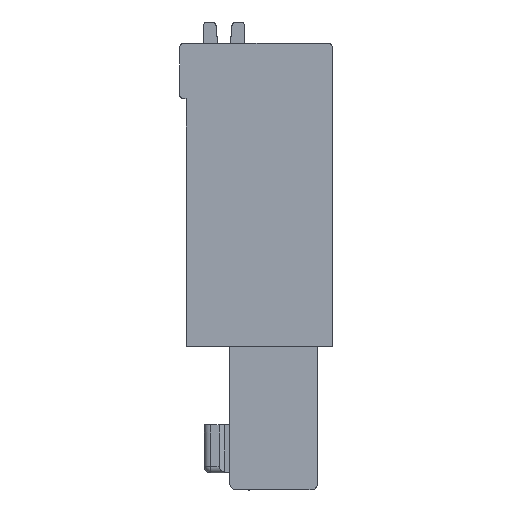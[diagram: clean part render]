
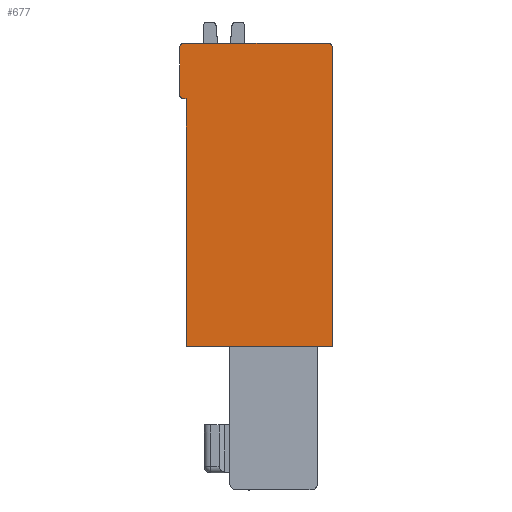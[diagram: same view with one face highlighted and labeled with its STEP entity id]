
A CAD part, left-side view. The second image highlights one B-rep face of the part: STEP entity #677.
In plain terms, the highlighted planar face has unit normal (-1, 0, 0).
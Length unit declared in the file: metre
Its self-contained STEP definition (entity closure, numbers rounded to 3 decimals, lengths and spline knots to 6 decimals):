
#677=ADVANCED_FACE('',(#1983),#1984,.F.);
#1983=FACE_OUTER_BOUND('',#4004,.T.);
#1984=PLANE('',#4005);
#4004=EDGE_LOOP('',(#6062,#6063,#6064,#6065,#6066,#6067,#6068,#6069,#6070));
#4005=AXIS2_PLACEMENT_3D('',#6071,#6072,#6073);
#6062=ORIENTED_EDGE('',*,*,#11778,.F.);
#6063=ORIENTED_EDGE('',*,*,#11779,.F.);
#6064=ORIENTED_EDGE('',*,*,#11780,.F.);
#6065=ORIENTED_EDGE('',*,*,#11781,.F.);
#6066=ORIENTED_EDGE('',*,*,#11782,.F.);
#6067=ORIENTED_EDGE('',*,*,#11783,.F.);
#6068=ORIENTED_EDGE('',*,*,#11784,.F.);
#6069=ORIENTED_EDGE('',*,*,#11785,.F.);
#6070=ORIENTED_EDGE('',*,*,#11786,.F.);
#6071=CARTESIAN_POINT('',(0.,-0.0001,-0.000201));
#6072=DIRECTION('',(1.0,0.,0.));
#6073=DIRECTION('',(0.,0.,1.0));
#11778=EDGE_CURVE('',#14007,#14008,#14009,.T.);
#11779=EDGE_CURVE('',#14010,#14007,#14011,.T.);
#11780=EDGE_CURVE('',#14012,#14010,#14013,.T.);
#11781=EDGE_CURVE('',#14014,#14012,#14015,.T.);
#11782=EDGE_CURVE('',#14016,#14014,#14017,.T.);
#11783=EDGE_CURVE('',#14018,#14016,#14019,.T.);
#11784=EDGE_CURVE('',#14020,#14018,#14021,.T.);
#11785=EDGE_CURVE('',#14022,#14020,#14023,.T.);
#11786=EDGE_CURVE('',#14008,#14022,#14024,.T.);
#14007=VERTEX_POINT('',#17270);
#14008=VERTEX_POINT('',#17271);
#14009=CIRCLE('',#17272,0.0002);
#14010=VERTEX_POINT('',#17273);
#14011=LINE('',#17274,#17275);
#14012=VERTEX_POINT('',#17276);
#14013=CIRCLE('',#17277,0.0002);
#14014=VERTEX_POINT('',#17278);
#14015=LINE('',#17279,#17280);
#14016=VERTEX_POINT('',#17281);
#14017=CIRCLE('',#17282,0.0002);
#14018=VERTEX_POINT('',#17283);
#14019=LINE('',#17284,#17285);
#14020=VERTEX_POINT('',#17286);
#14021=LINE('',#17287,#17288);
#14022=VERTEX_POINT('',#17289);
#14023=LINE('',#17290,#17291);
#14024=LINE('',#17292,#17293);
#17270=CARTESIAN_POINT('',(0.0,0.,0.0));
#17271=CARTESIAN_POINT('',(0.,-0.0002,-0.0002));
#17272=AXIS2_PLACEMENT_3D('',#22431,#22432,#22433);
#17273=CARTESIAN_POINT('',(0.,0.00675,0.));
#17274=CARTESIAN_POINT('',(0.0,-0.0001,0.0));
#17275=VECTOR('',#22434,1.0);
#17276=CARTESIAN_POINT('',(0.,0.00695,-0.0002));
#17277=AXIS2_PLACEMENT_3D('',#22435,#22436,#22437);
#17278=CARTESIAN_POINT('',(0.,0.00695,-0.002399));
#17279=CARTESIAN_POINT('',(0.,0.00695,-0.0002));
#17280=VECTOR('',#22438,1.0);
#17281=CARTESIAN_POINT('',(0.,0.00675,-0.002599));
#17282=AXIS2_PLACEMENT_3D('',#22439,#22440,#22441);
#17283=CARTESIAN_POINT('',(0.,0.00665,-0.002599));
#17284=CARTESIAN_POINT('',(0.,0.00675,-0.002599));
#17285=VECTOR('',#22442,1.0);
#17286=CARTESIAN_POINT('',(0.,0.00665,-0.0142));
#17287=CARTESIAN_POINT('',(0.,0.00665,-0.0026));
#17288=VECTOR('',#22443,1.0);
#17289=CARTESIAN_POINT('',(0.,-0.0002,-0.0142));
#17290=CARTESIAN_POINT('',(0.,0.000425,-0.0142));
#17291=VECTOR('',#22444,1.0);
#17292=CARTESIAN_POINT('',(0.,-0.0002,-0.0142));
#17293=VECTOR('',#22445,1.0);
#22431=CARTESIAN_POINT('',(0.,0.,-0.0002));
#22432=DIRECTION('',(1.0,0.,0.));
#22433=DIRECTION('',(0.,0.707,-0.707));
#22434=DIRECTION('',(0.,-1.0,0.));
#22435=CARTESIAN_POINT('',(0.,0.00675,-0.0002));
#22436=DIRECTION('',(1.0,0.,0.));
#22437=DIRECTION('',(0.,-0.707,-0.707));
#22438=DIRECTION('',(0.,0.,1.0));
#22439=CARTESIAN_POINT('',(0.,0.00675,-0.002399));
#22440=DIRECTION('',(1.0,0.,0.));
#22441=DIRECTION('',(0.,-0.707,0.707));
#22442=DIRECTION('',(0.,1.0,0.));
#22443=DIRECTION('',(0.,0.,1.0));
#22444=DIRECTION('',(0.,1.0,0.));
#22445=DIRECTION('',(0.,0.,-1.0));
